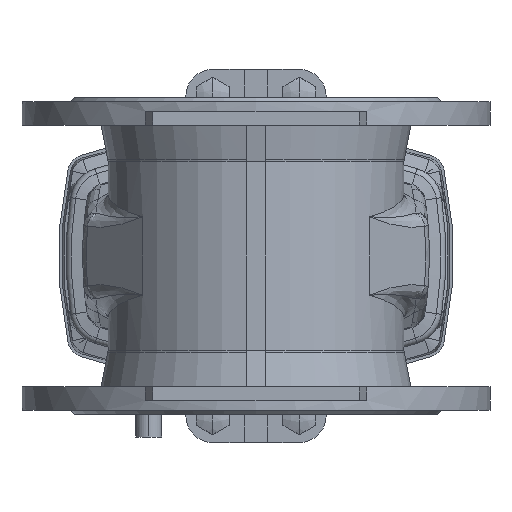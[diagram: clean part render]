
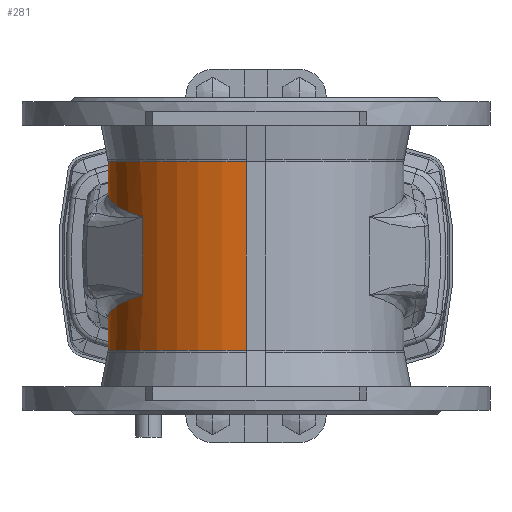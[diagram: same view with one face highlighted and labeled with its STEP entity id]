
A CAD part, front view. The second image highlights one B-rep face of the part: STEP entity #281.
In plain terms, the highlighted cylindrical face has radius 107.5 mm (diameter 215 mm), a partial arc.
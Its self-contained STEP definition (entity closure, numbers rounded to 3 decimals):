
#281 = ADVANCED_FACE ( 'NONE', ( #11815 ), #11812, .T. ) ;
#9846 = DIRECTION ( 'NONE',  ( 0., 0., -1. ) ) ;
#9863 = DIRECTION ( 'NONE',  ( -1., 0., 0. ) ) ;
#9928 = CARTESIAN_POINT ( 'NONE',  ( 0., 0., 546.738 ) ) ;
#11812 = CYLINDRICAL_SURFACE ( 'NONE', #15103, 107.5 ) ;
#11815 = FACE_OUTER_BOUND ( 'NONE', #14467, .T. ) ;
#13623 = ORIENTED_EDGE ( 'NONE', *, *, #21943, .F. ) ;
#13834 = ORIENTED_EDGE ( 'NONE', *, *, #21950, .T. ) ;
#14028 = ORIENTED_EDGE ( 'NONE', *, *, #21925, .T. ) ;
#14104 = ORIENTED_EDGE ( 'NONE', *, *, #21940, .T. ) ;
#14118 = ORIENTED_EDGE ( 'NONE', *, *, #21917, .F. ) ;
#14173 = ORIENTED_EDGE ( 'NONE', *, *, #21927, .T. ) ;
#14293 = ORIENTED_EDGE ( 'NONE', *, *, #21947, .T. ) ;
#14349 = ORIENTED_EDGE ( 'NONE', *, *, #21929, .F. ) ;
#14467 = EDGE_LOOP ( 'NONE', ( #13623, #13834, #14349, #14104, #14028, #14293, #14173, #14118 ) ) ;
#15103 = AXIS2_PLACEMENT_3D ( 'NONE', #9928, #9846, #9863 ) ;
#16207 = DIRECTION ( 'NONE',  ( 0., 0., -1. ) ) ;
#16222 = CARTESIAN_POINT ( 'NONE',  ( -7., -107.272, 546.738 ) ) ;
#16235 = CARTESIAN_POINT ( 'NONE',  ( -82.35, -69.1, -28.473 ) ) ;
#16236 = CARTESIAN_POINT ( 'NONE',  ( -98.765, -49.536, -33.053 ) ) ;
#16244 = CARTESIAN_POINT ( 'NONE',  ( -98.765, -49.536, 33.053 ) ) ;
#16246 = CARTESIAN_POINT ( 'NONE',  ( -107.5, -25.538, -38.783 ) ) ;
#16247 = CARTESIAN_POINT ( 'NONE',  ( -107.5, 0., -44.972 ) ) ;
#16249 = CARTESIAN_POINT ( 'NONE',  ( -82.35, -69.1, 28.473 ) ) ;
#16252 = CARTESIAN_POINT ( 'NONE',  ( 0., 0., -68.314 ) ) ;
#16253 = DIRECTION ( 'NONE',  ( 0., 0., 1. ) ) ;
#16254 = DIRECTION ( 'NONE',  ( 1., 0., 0. ) ) ;
#16260 = CARTESIAN_POINT ( 'NONE',  ( -107.5, -25.538, 38.783 ) ) ;
#16261 = CARTESIAN_POINT ( 'NONE',  ( -107.5, 0., 44.972 ) ) ;
#16288 = CARTESIAN_POINT ( 'NONE',  ( -82.35, -69.1, 546.738 ) ) ;
#16289 = DIRECTION ( 'NONE',  ( 0., 0., -1. ) ) ;
#16299 = CARTESIAN_POINT ( 'NONE',  ( 0., 0., 68.314 ) ) ;
#16300 = DIRECTION ( 'NONE',  ( 0., 0., 1. ) ) ;
#16301 = DIRECTION ( 'NONE',  ( 1., 0., 0. ) ) ;
#16308 = CARTESIAN_POINT ( 'NONE',  ( -107.5, 0., 546.738 ) ) ;
#16309 = DIRECTION ( 'NONE',  ( 0., 0., -1. ) ) ;
#16318 = CARTESIAN_POINT ( 'NONE',  ( -107.5, 0., 546.738 ) ) ;
#16319 = DIRECTION ( 'NONE',  ( 0., 0., -1. ) ) ;
#17143 = VERTEX_POINT ( 'NONE', #26732 ) ;
#17199 = VERTEX_POINT ( 'NONE', #26760 ) ;
#17288 = VERTEX_POINT ( 'NONE', #26806 ) ;
#17292 = VERTEX_POINT ( 'NONE', #26808 ) ;
#17298 = VERTEX_POINT ( 'NONE', #26811 ) ;
#17318 = VERTEX_POINT ( 'NONE', #26821 ) ;
#17548 = VERTEX_POINT ( 'NONE', #26940 ) ;
#17576 = VERTEX_POINT ( 'NONE', #26955 ) ;
#17825 = LINE ( 'NONE', #16222, #17831 ) ;
#17831 = VECTOR ( 'NONE', #16207, 1000. ) ;
#17854 = CIRCLE ( 'NONE', #35420, 107.5 ) ;
#17887 = LINE ( 'NONE', #16288, #17893 ) ;
#17893 = VECTOR ( 'NONE', #16289, 1000. ) ;
#17896 = CIRCLE ( 'NONE', #35428, 107.5 ) ;
#17906 = LINE ( 'NONE', #16308, #17912 ) ;
#17912 = VECTOR ( 'NONE', #16309, 1000. ) ;
#17915 = LINE ( 'NONE', #16318, #17919 ) ;
#17919 = VECTOR ( 'NONE', #16319, 1000. ) ;
#20182 =( BOUNDED_CURVE ( )  B_SPLINE_CURVE ( 3, ( #16235, #16236, #16246, #16247 ),
 .UNSPECIFIED., .F., .F. ) 
 B_SPLINE_CURVE_WITH_KNOTS ( ( 4, 4 ),
 ( 3.974, 4.672 ),
 .UNSPECIFIED. ) 
 CURVE ( )  GEOMETRIC_REPRESENTATION_ITEM ( )  RATIONAL_B_SPLINE_CURVE ( ( 1., 0.96, 0.96, 1. ) ) 
 REPRESENTATION_ITEM ( '' )  );
#20184 =( BOUNDED_CURVE ( )  B_SPLINE_CURVE ( 3, ( #16249, #16244, #16260, #16261 ),
 .UNSPECIFIED., .F., .F. ) 
 B_SPLINE_CURVE_WITH_KNOTS ( ( 4, 4 ),
 ( 3.974, 4.672 ),
 .UNSPECIFIED. ) 
 CURVE ( )  GEOMETRIC_REPRESENTATION_ITEM ( )  RATIONAL_B_SPLINE_CURVE ( ( 1., 0.96, 0.96, 1. ) ) 
 REPRESENTATION_ITEM ( '' )  );
#21917 = EDGE_CURVE ( 'NONE', #17199, #17298, #17825, .T. ) ;
#21925 = EDGE_CURVE ( 'NONE', #17288, #17318, #20182, .T. ) ;
#21927 = EDGE_CURVE ( 'NONE', #17292, #17298, #17854, .T. ) ;
#21929 = EDGE_CURVE ( 'NONE', #17548, #17576, #20184, .T. ) ;
#21940 = EDGE_CURVE ( 'NONE', #17548, #17288, #17887, .T. ) ;
#21943 = EDGE_CURVE ( 'NONE', #17143, #17199, #17896, .T. ) ;
#21947 = EDGE_CURVE ( 'NONE', #17318, #17292, #17906, .T. ) ;
#21950 = EDGE_CURVE ( 'NONE', #17143, #17576, #17915, .T. ) ;
#26732 = CARTESIAN_POINT ( 'NONE',  ( -107.5, 0., 68.314 ) ) ;
#26760 = CARTESIAN_POINT ( 'NONE',  ( -7., -107.272, 68.314 ) ) ;
#26806 = CARTESIAN_POINT ( 'NONE',  ( -82.35, -69.1, -28.473 ) ) ;
#26808 = CARTESIAN_POINT ( 'NONE',  ( -107.5, 0., -68.314 ) ) ;
#26811 = CARTESIAN_POINT ( 'NONE',  ( -7., -107.272, -68.314 ) ) ;
#26821 = CARTESIAN_POINT ( 'NONE',  ( -107.5, 0., -44.972 ) ) ;
#26940 = CARTESIAN_POINT ( 'NONE',  ( -82.35, -69.1, 28.473 ) ) ;
#26955 = CARTESIAN_POINT ( 'NONE',  ( -107.5, 0., 44.972 ) ) ;
#35420 = AXIS2_PLACEMENT_3D ( 'NONE', #16252, #16253, #16254 ) ;
#35428 = AXIS2_PLACEMENT_3D ( 'NONE', #16299, #16300, #16301 ) ;
